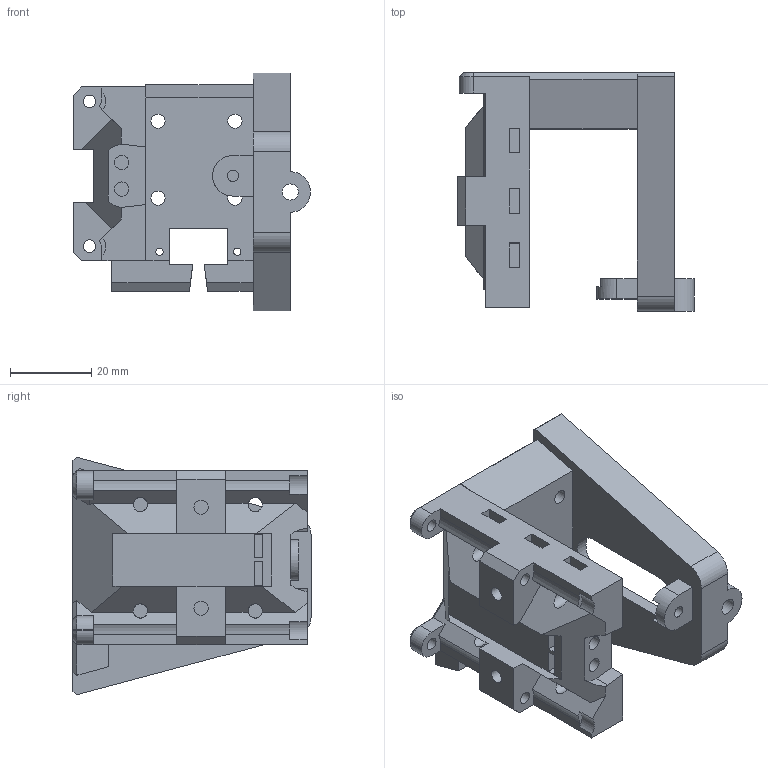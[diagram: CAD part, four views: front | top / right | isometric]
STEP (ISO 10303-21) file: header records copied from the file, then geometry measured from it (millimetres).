
FILE_DESCRIPTION(/* description */ (''),/* implementation_level */ '2;1');
FILE_NAME(/* name */ 'X-Carriage.step',/* time_stamp */ '2022-11-01T23:40:04-05:00',/* author */ (''),/* organization */ (''),/* preprocessor_version */ 'ST-DEVELOPER v19',/* originating_system */ 'Autodesk Translation Framework v11.7.0.108',/* authorisation */ '');
FILE_SCHEMA (('AUTOMOTIVE_DESIGN { 1 0 10303 214 3 1 1 }'));
Length unit declared in the file: millimetre
Products named in the file (1): X-Carriage
Bounding box: 58.51 x 58.82 x 58.68 mm (x, y, z)
Volume: 51021.1 mm3; surface area: 22886.7 mm2
Topology: 1 solids, 1 shells, 232 faces, 639 edges, 421 vertices
Faces by surface type: plane 160, cylinder 57, bspline 8, torus 4, cone 3
Full cylindrical faces by diameter (mm): 1.8 x2, 2.8 x1, 3.1 x4, 3.5 x20, 4 x1, 8 x4
Entity records: 7624 total; most frequent: CARTESIAN_POINT 1485, ORIENTED_EDGE 1278, DIRECTION 1210, EDGE_CURVE 639, LINE 486, VECTOR 486, VERTEX_POINT 421, AXIS2_PLACEMENT_3D 362
